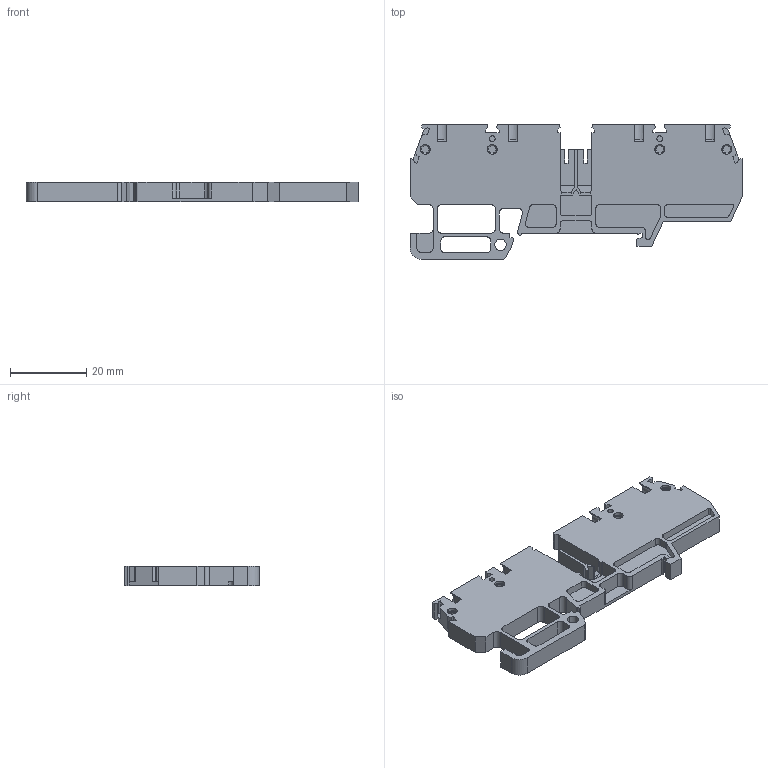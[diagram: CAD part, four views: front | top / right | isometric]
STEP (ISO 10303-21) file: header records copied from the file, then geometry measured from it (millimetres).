
FILE_DESCRIPTION (( 'STEP AP214' ), '1' );
FILE_NAME ('42414_DN-Q12-2-2-A.STEP', '2014-05-05T15:49:02', ( '' ), ( '' ), 'SwSTEP 2.0', 'SolidWorks 2013', '' );
FILE_SCHEMA (( 'AUTOMOTIVE_DESIGN' ));
Length unit declared in the file: millimetre
Products named in the file (1): 42414_DN-Q12-2-2-A
Bounding box: 87.2 x 35.4 x 5 mm (x, y, z)
Volume: 8282.2 mm3; surface area: 8692.3 mm2
Topology: 1 solids, 3 shells, 460 faces, 1234 edges, 804 vertices
Faces by surface type: plane 328, cylinder 92, torus 16, bspline 16, cone 8
Entity records: 14856 total; most frequent: CARTESIAN_POINT 3195, ORIENTED_EDGE 2468, DIRECTION 2336, EDGE_CURVE 1234, LINE 942, VECTOR 942, VERTEX_POINT 804, AXIS2_PLACEMENT_3D 697
